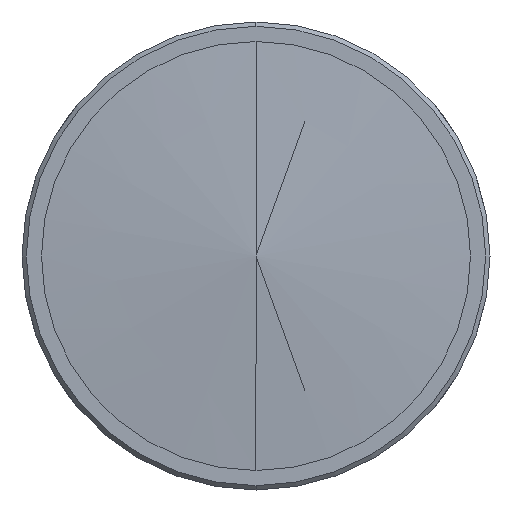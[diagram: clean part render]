
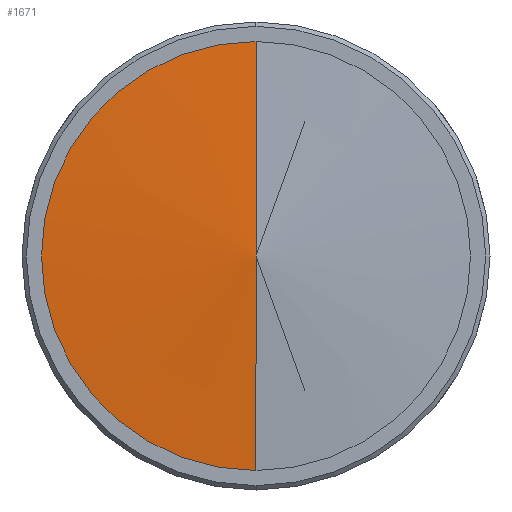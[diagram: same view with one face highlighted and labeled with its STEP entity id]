
A CAD part, left-side view. The second image highlights one B-rep face of the part: STEP entity #1671.
In plain terms, the highlighted conical face has half-angle 85.798 degrees and reference radius 25.872 mm.
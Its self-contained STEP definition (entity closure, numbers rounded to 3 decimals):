
#2 = AXIS2_PLACEMENT_3D ( 'NONE', #930, #1049, #72 ) ;
#47 = VERTEX_POINT ( 'NONE', #1121 ) ;
#72 = DIRECTION ( 'NONE',  ( 0., 0., -1. ) ) ;
#128 = VECTOR ( 'NONE', #531, 1000. ) ;
#145 = FACE_OUTER_BOUND ( 'NONE', #1549, .T. ) ;
#225 = CARTESIAN_POINT ( 'NONE',  ( 1.818, 0., 0. ) ) ;
#242 = VECTOR ( 'NONE', #1086, 1000. ) ;
#371 = ORIENTED_EDGE ( 'NONE', *, *, #1390, .T. ) ;
#380 = CONICAL_SURFACE ( 'NONE', #2, 25.872, 1.497 ) ;
#416 = CARTESIAN_POINT ( 'NONE',  ( 1.901, 0., 25.872 ) ) ;
#503 = DIRECTION ( 'NONE',  ( 1., 0., 0. ) ) ;
#525 = CARTESIAN_POINT ( 'NONE',  ( 1.901, 0., -25.872 ) ) ;
#531 = DIRECTION ( 'NONE',  ( 0.073, 0., -0.997 ) ) ;
#634 = DIRECTION ( 'NONE',  ( 0., 0., -1. ) ) ;
#798 = ORIENTED_EDGE ( 'NONE', *, *, #1126, .F. ) ;
#866 = LINE ( 'NONE', #416, #242 ) ;
#930 = CARTESIAN_POINT ( 'NONE',  ( 1.901, 0., 0. ) ) ;
#936 = ORIENTED_EDGE ( 'NONE', *, *, #1092, .F. ) ;
#1000 = VERTEX_POINT ( 'NONE', #1288 ) ;
#1049 = DIRECTION ( 'NONE',  ( 1., 0., 0. ) ) ;
#1065 = CIRCLE ( 'NONE', #1630, 24.75 ) ;
#1086 = DIRECTION ( 'NONE',  ( 0.073, 0., 0.997 ) ) ;
#1092 = EDGE_CURVE ( 'NONE', #1000, #1771, #1065, .T. ) ;
#1118 = CARTESIAN_POINT ( 'NONE',  ( 1.818, 0., 24.75 ) ) ;
#1121 = CARTESIAN_POINT ( 'NONE',  ( 0., 0., 0. ) ) ;
#1126 = EDGE_CURVE ( 'NONE', #47, #1000, #1236, .T. ) ;
#1236 = LINE ( 'NONE', #525, #128 ) ;
#1288 = CARTESIAN_POINT ( 'NONE',  ( 1.818, 0., -24.75 ) ) ;
#1390 = EDGE_CURVE ( 'NONE', #47, #1771, #866, .T. ) ;
#1549 = EDGE_LOOP ( 'NONE', ( #798, #371, #936 ) ) ;
#1630 = AXIS2_PLACEMENT_3D ( 'NONE', #225, #503, #634 ) ;
#1671 = ADVANCED_FACE ( 'NONE', ( #145 ), #380, .T. ) ;
#1771 = VERTEX_POINT ( 'NONE', #1118 ) ;
